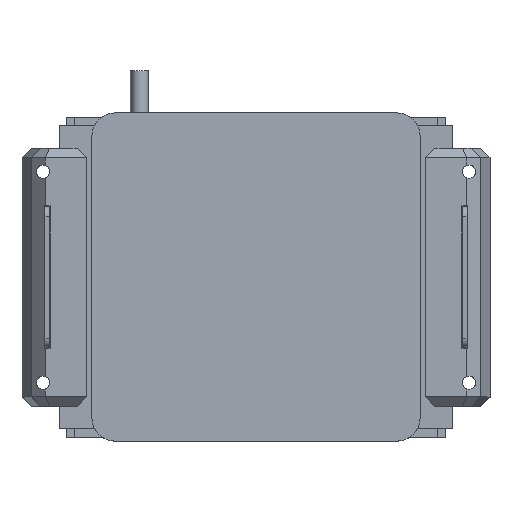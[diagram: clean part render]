
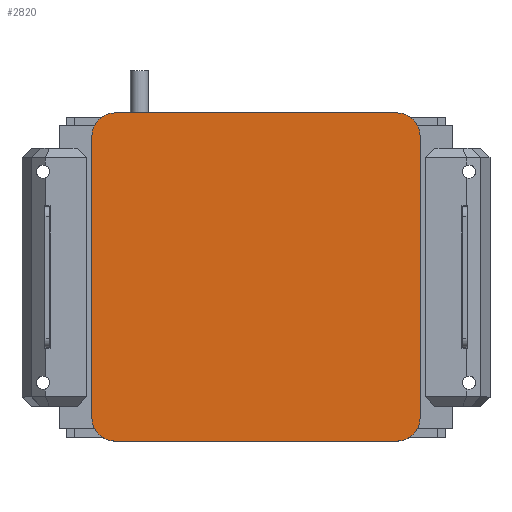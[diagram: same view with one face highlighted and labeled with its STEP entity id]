
A CAD part, top view. The second image highlights one B-rep face of the part: STEP entity #2820.
In plain terms, the highlighted planar face has unit normal (0, 0, 1).
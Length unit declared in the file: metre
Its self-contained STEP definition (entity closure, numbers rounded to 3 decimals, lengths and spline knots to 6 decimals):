
#80=CIRCLE('',#3059,0.005);
#82=CIRCLE('',#3063,0.005);
#84=CIRCLE('',#3067,0.005);
#87=CIRCLE('',#3072,0.005);
#562=ORIENTED_EDGE('',*,*,#1127,.T.);
#563=ORIENTED_EDGE('',*,*,#1131,.T.);
#564=ORIENTED_EDGE('',*,*,#1134,.F.);
#565=ORIENTED_EDGE('',*,*,#1137,.T.);
#566=ORIENTED_EDGE('',*,*,#1140,.F.);
#567=ORIENTED_EDGE('',*,*,#1143,.T.);
#568=ORIENTED_EDGE('',*,*,#1147,.T.);
#569=ORIENTED_EDGE('',*,*,#1149,.T.);
#1127=EDGE_CURVE('',#1462,#1461,#1775,.T.);
#1131=EDGE_CURVE('',#1461,#1464,#80,.T.);
#1134=EDGE_CURVE('',#1466,#1464,#1780,.T.);
#1137=EDGE_CURVE('',#1466,#1468,#82,.T.);
#1140=EDGE_CURVE('',#1470,#1468,#1784,.T.);
#1143=EDGE_CURVE('',#1470,#1472,#84,.T.);
#1147=EDGE_CURVE('',#1472,#1475,#1788,.T.);
#1149=EDGE_CURVE('',#1475,#1462,#87,.T.);
#1461=VERTEX_POINT('',#4351);
#1462=VERTEX_POINT('',#4353);
#1464=VERTEX_POINT('',#4359);
#1466=VERTEX_POINT('',#4365);
#1468=VERTEX_POINT('',#4371);
#1470=VERTEX_POINT('',#4377);
#1472=VERTEX_POINT('',#4383);
#1475=VERTEX_POINT('',#4391);
#1775=LINE('',#4352,#2135);
#1780=LINE('',#4366,#2140);
#1784=LINE('',#4378,#2144);
#1788=LINE('',#4392,#2148);
#2135=VECTOR('',#3552,1.);
#2140=VECTOR('',#3565,1.);
#2144=VECTOR('',#3577,1.);
#2148=VECTOR('',#3591,1.);
#2384=EDGE_LOOP('',(#562,#563,#564,#565,#566,#567,#568,#569));
#2540=FACE_BOUND('',#2384,.T.);
#2679=PLANE('',#3073);
#2820=ADVANCED_FACE('',(#2540),#2679,.T.);
#3059=AXIS2_PLACEMENT_3D('',#4360,#3559,#3560);
#3063=AXIS2_PLACEMENT_3D('',#4372,#3571,#3572);
#3067=AXIS2_PLACEMENT_3D('',#4384,#3583,#3584);
#3072=AXIS2_PLACEMENT_3D('',#4395,#3596,#3597);
#3073=AXIS2_PLACEMENT_3D('',#4396,#3598,#3599);
#3552=DIRECTION('',(0.,-1.,0.));
#3559=DIRECTION('',(0.,0.,1.));
#3560=DIRECTION('',(1.,0.,0.));
#3565=DIRECTION('',(-1.,0.,0.));
#3571=DIRECTION('',(0.,0.,1.));
#3572=DIRECTION('',(1.,0.,0.));
#3577=DIRECTION('',(0.,-1.,0.));
#3583=DIRECTION('',(0.,0.,1.));
#3584=DIRECTION('',(1.,0.,0.));
#3591=DIRECTION('',(-1.,0.,0.));
#3596=DIRECTION('',(0.,0.,1.));
#3597=DIRECTION('',(1.,0.,0.));
#3598=DIRECTION('',(0.,0.,1.));
#3599=DIRECTION('',(1.,0.,0.));
#4351=CARTESIAN_POINT('',(-0.035,-0.03,0.0619));
#4352=CARTESIAN_POINT('',(-0.035,0.,0.0619));
#4353=CARTESIAN_POINT('',(-0.035,0.03,0.0619));
#4359=CARTESIAN_POINT('',(-0.03,-0.035,0.0619));
#4360=CARTESIAN_POINT('',(-0.03,-0.03,0.0619));
#4365=CARTESIAN_POINT('',(0.03,-0.035,0.0619));
#4366=CARTESIAN_POINT('',(0.,-0.035,0.0619));
#4371=CARTESIAN_POINT('',(0.035,-0.03,0.0619));
#4372=CARTESIAN_POINT('',(0.03,-0.03,0.0619));
#4377=CARTESIAN_POINT('',(0.035,0.03,0.0619));
#4378=CARTESIAN_POINT('',(0.035,0.,0.0619));
#4383=CARTESIAN_POINT('',(0.03,0.035,0.0619));
#4384=CARTESIAN_POINT('',(0.03,0.03,0.0619));
#4391=CARTESIAN_POINT('',(-0.03,0.035,0.0619));
#4392=CARTESIAN_POINT('',(0.,0.035,0.0619));
#4395=CARTESIAN_POINT('',(-0.03,0.03,0.0619));
#4396=CARTESIAN_POINT('',(0.,0.,0.0619));
